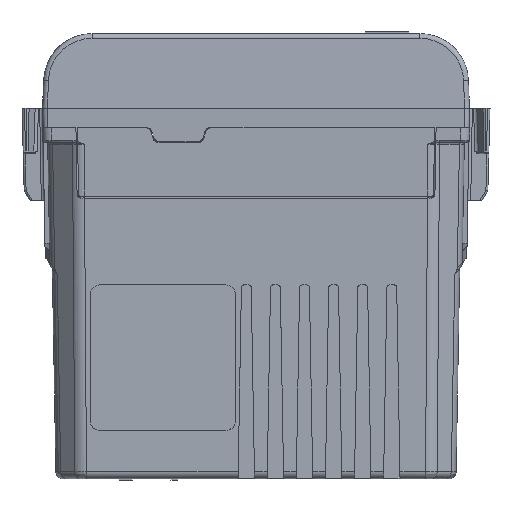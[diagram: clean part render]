
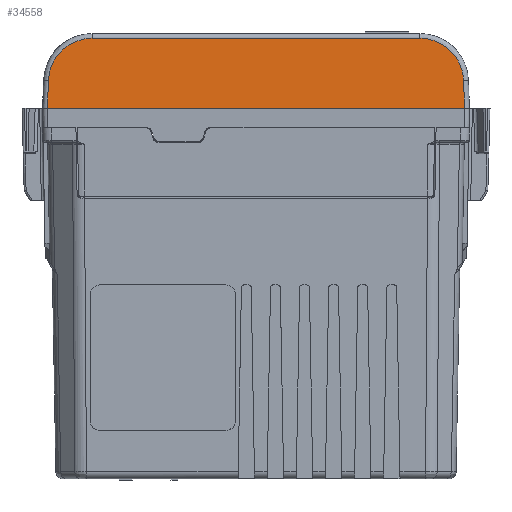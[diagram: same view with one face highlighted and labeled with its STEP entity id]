
A CAD part, left-side view. The second image highlights one B-rep face of the part: STEP entity #34558.
In plain terms, the highlighted planar face has unit normal (-0.999, 0, 0.035).
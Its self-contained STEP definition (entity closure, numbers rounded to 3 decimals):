
#34511=AXIS2_PLACEMENT_3D('Plane Axis2P3D',#34508,#34509,#34510) ;
#31224=CARTESIAN_POINT('Vertex',(-11.,-21.5,2.)) ;
#31227=CARTESIAN_POINT('Line Origine',(-11.,0.,2.)) ;
#31231=CARTESIAN_POINT('Vertex',(-11.,21.5,2.)) ;
#34508=CARTESIAN_POINT('Axis2P3D Location',(-11.,-11.,2.)) ;
#34514=CARTESIAN_POINT('Control Point',(-11.,-21.5,2.)) ;
#34515=CARTESIAN_POINT('Control Point',(-10.9,-21.4,4.874)) ;
#34516=CARTESIAN_POINT('Vertex',(-10.9,-21.4,4.874)) ;
#34520=CARTESIAN_POINT('Control Point',(-10.748,-16.903,9.217)) ;
#34521=CARTESIAN_POINT('Control Point',(-10.748,-18.285,9.217)) ;
#34522=CARTESIAN_POINT('Control Point',(-10.766,-19.669,8.688)) ;
#34523=CARTESIAN_POINT('Control Point',(-10.804,-20.775,7.619)) ;
#34524=CARTESIAN_POINT('Control Point',(-10.851,-21.352,6.256)) ;
#34525=CARTESIAN_POINT('Control Point',(-10.9,-21.4,4.874)) ;
#34526=CARTESIAN_POINT('Vertex',(-10.748,-16.903,9.217)) ;
#34529=CARTESIAN_POINT('Line Origine',(-10.748,0.,9.217)) ;
#34533=CARTESIAN_POINT('Vertex',(-10.748,16.903,9.217)) ;
#34537=CARTESIAN_POINT('Control Point',(-10.9,21.4,4.874)) ;
#34538=CARTESIAN_POINT('Control Point',(-10.851,21.352,6.256)) ;
#34539=CARTESIAN_POINT('Control Point',(-10.804,20.775,7.619)) ;
#34540=CARTESIAN_POINT('Control Point',(-10.766,19.669,8.688)) ;
#34541=CARTESIAN_POINT('Control Point',(-10.748,18.285,9.217)) ;
#34542=CARTESIAN_POINT('Control Point',(-10.748,16.903,9.217)) ;
#34543=CARTESIAN_POINT('Vertex',(-10.9,21.4,4.874)) ;
#34547=CARTESIAN_POINT('Control Point',(-11.,21.5,2.)) ;
#34548=CARTESIAN_POINT('Control Point',(-10.9,21.4,4.874)) ;
#31228=DIRECTION('Vector Direction',(0.,-1.,0.)) ;
#34509=DIRECTION('Axis2P3D Direction',(0.999,0.,-0.035)) ;
#34510=DIRECTION('Axis2P3D XDirection',(0.,-1.,0.)) ;
#34530=DIRECTION('Vector Direction',(0.,-1.,0.)) ;
#31229=VECTOR('Line Direction',#31228,1.) ;
#34531=VECTOR('Line Direction',#34530,1.) ;
#34551=ORIENTED_EDGE('',*,*,#34518,.F.) ;
#34552=ORIENTED_EDGE('',*,*,#34528,.F.) ;
#34553=ORIENTED_EDGE('',*,*,#34535,.F.) ;
#34554=ORIENTED_EDGE('',*,*,#34545,.F.) ;
#34555=ORIENTED_EDGE('',*,*,#34549,.F.) ;
#34556=ORIENTED_EDGE('',*,*,#31233,.F.) ;
#34558=ADVANCED_FACE('PartBody',(#34557),#34512,.F.) ;
#34513=B_SPLINE_CURVE_WITH_KNOTS('',1,(#34514,#34515),.UNSPECIFIED.,.F.,.U.,(2,2),(-3.92,-1.042),.UNSPECIFIED.) ;
#34519=B_SPLINE_CURVE_WITH_KNOTS('',5,(#34520,#34521,#34522,#34523,#34524,#34525),.UNSPECIFIED.,.F.,.U.,(6,6),(15.973,26.308),.UNSPECIFIED.) ;
#34536=B_SPLINE_CURVE_WITH_KNOTS('',5,(#34537,#34538,#34539,#34540,#34541,#34542),.UNSPECIFIED.,.F.,.U.,(6,6),(8.71,19.045),.UNSPECIFIED.) ;
#34546=B_SPLINE_CURVE_WITH_KNOTS('',1,(#34547,#34548),.UNSPECIFIED.,.F.,.U.,(2,2),(-3.92,-1.042),.UNSPECIFIED.) ;
#31233=EDGE_CURVE('',#31225,#31232,#31230,.F.) ;
#34518=EDGE_CURVE('',#34517,#31225,#34513,.F.) ;
#34528=EDGE_CURVE('',#34527,#34517,#34519,.T.) ;
#34535=EDGE_CURVE('',#34534,#34527,#34532,.T.) ;
#34545=EDGE_CURVE('',#34544,#34534,#34536,.T.) ;
#34549=EDGE_CURVE('',#31232,#34544,#34546,.T.) ;
#34550=EDGE_LOOP('',(#34551,#34552,#34553,#34554,#34555,#34556)) ;
#34557=FACE_OUTER_BOUND('',#34550,.T.) ;
#31230=LINE('Line',#31227,#31229) ;
#34532=LINE('Line',#34529,#34531) ;
#34512=PLANE('',#34511) ;
#31225=VERTEX_POINT('',#31224) ;
#31232=VERTEX_POINT('',#31231) ;
#34517=VERTEX_POINT('',#34516) ;
#34527=VERTEX_POINT('',#34526) ;
#34534=VERTEX_POINT('',#34533) ;
#34544=VERTEX_POINT('',#34543) ;
